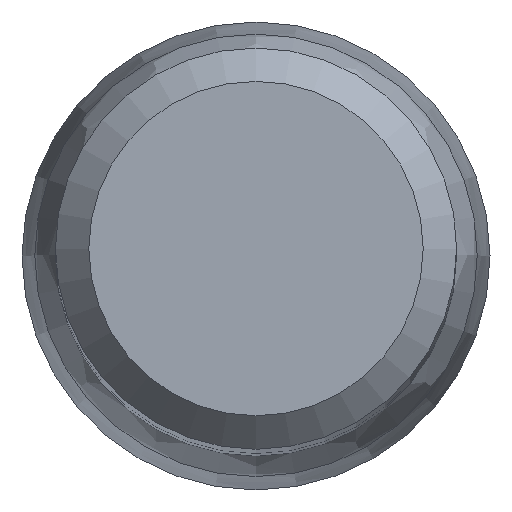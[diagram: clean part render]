
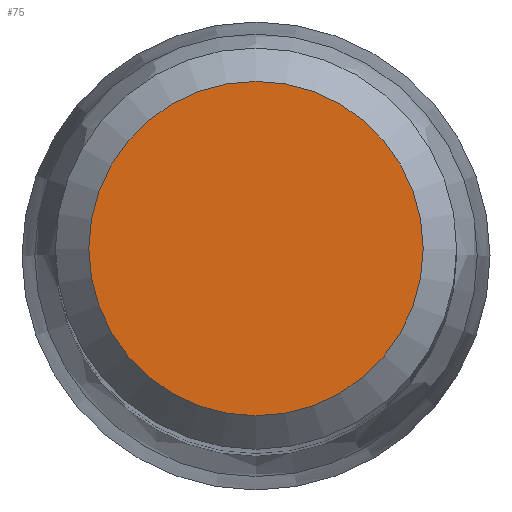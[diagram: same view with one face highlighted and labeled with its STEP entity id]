
A CAD part, top view. The second image highlights one B-rep face of the part: STEP entity #75.
In plain terms, the highlighted planar face has unit normal (0, 0, 1).
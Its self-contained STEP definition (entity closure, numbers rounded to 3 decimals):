
#62=PLANE('',#171);
#67=FACE_OUTER_BOUND('',#105,.T.);
#75=ADVANCED_FACE('',(#67),#62,.T.);
#105=EDGE_LOOP('',(#123));
#123=ORIENTED_EDGE('',*,*,#148,.F.);
#138=VERTEX_POINT('',#265);
#148=EDGE_CURVE('',#138,#138,#157,.T.);
#157=CIRCLE('',#170,2.5);
#170=AXIS2_PLACEMENT_3D('',#264,#198,#199);
#171=AXIS2_PLACEMENT_3D('',#266,#200,#201);
#198=DIRECTION('',(0.,0.,-1.));
#199=DIRECTION('',(-1.,0.,0.));
#200=DIRECTION('',(0.,0.,1.));
#201=DIRECTION('',(-1.,0.,0.));
#264=CARTESIAN_POINT('',(0.,0.,36.));
#265=CARTESIAN_POINT('',(-2.5,0.,36.));
#266=CARTESIAN_POINT('',(2.5,0.,36.));
